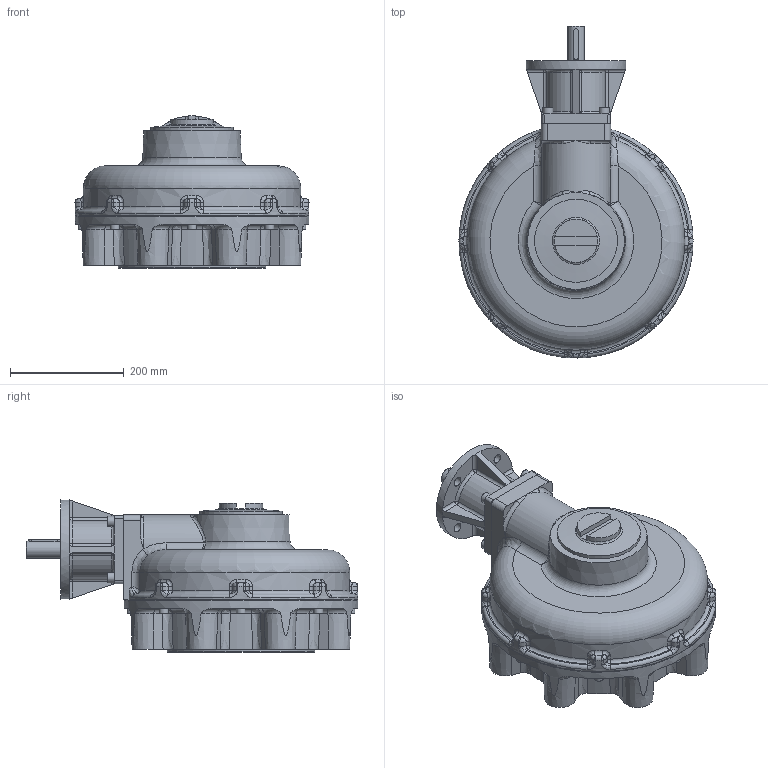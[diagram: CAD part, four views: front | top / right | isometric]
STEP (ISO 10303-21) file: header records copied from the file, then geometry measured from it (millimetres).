
FILE_DESCRIPTION(/* description */ ('Unknown'),/* implementation_level */ '2;1');
FILE_NAME(/* name */ 'PUBIB11-F14-F35_simplified',/* time_stamp */ '2015-12-10T08:53:38+00:00',/* author */ ('Unknown'),/* organization */ ('Unknown'),/* preprocessor_version */ 'ST-DEVELOPER v16',/* originating_system */ 'DEX',/* authorisation */ $);
FILE_SCHEMA (('AUTOMOTIVE_DESIGN { 1 0 10303 214 3 1 1 }','AUTOMOTIVE_DESIGN {1 0 10303 214 3 1 1}'));
Length unit declared in the file: millimetre
Products named in the file (1): PUBIB11-F14-F35_simplified
Bounding box: 411.99 x 584.22 x 268 mm (x, y, z)
Surface area: 769798.7 mm2 (no closed solid volume)
Topology: 0 solids, 30 shells, 592 faces, 1517 edges, 906 vertices
Faces by surface type: plane 180, cylinder 139, torus 98, bspline 84, cone 47, sphere 44
Full cylindrical faces by diameter (mm): 6.647 x1, 16 x8, 16.5 x4, 18 x4, 26.211 x8, 30 x1, 50 x1, 100 x1, 130 x1, 146.05 x1, 175 x1, 259.95 x1, 279.9 x1, 280 x1, 412 x1
Entity records: 31275 total; most frequent: CARTESIAN_POINT 14746, DIRECTION 2742, ORIENTED_EDGE 2612, EDGE_CURVE 1357, AXIS2_PLACEMENT_3D 1142, VERTEX_POINT 874, FACE_BOUND 723, EDGE_LOOP 714
